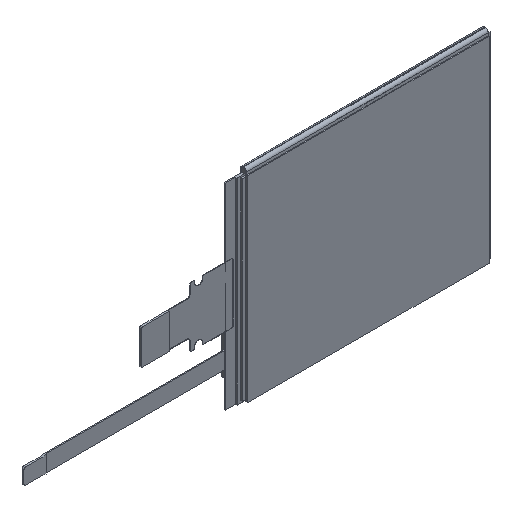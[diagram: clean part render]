
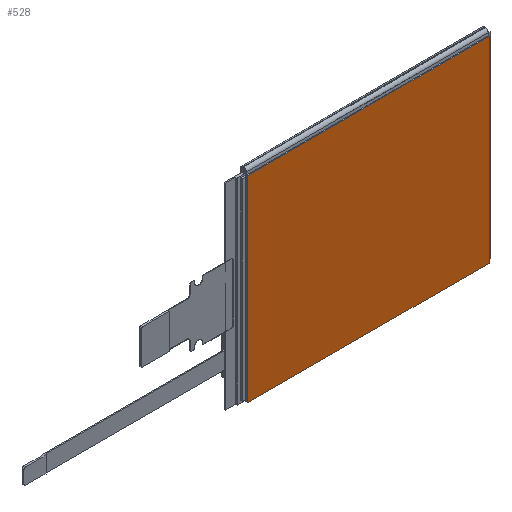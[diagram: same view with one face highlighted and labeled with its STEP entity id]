
A CAD part, isometric view. The second image highlights one B-rep face of the part: STEP entity #528.
In plain terms, the highlighted face is planar.
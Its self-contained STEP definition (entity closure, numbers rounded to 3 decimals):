
#36 = EDGE_LOOP ( 'NONE', ( #656, #1496, #418, #2215 ) ) ;
#37 = EDGE_CURVE ( 'NONE', #264, #1967, #3314, .T. ) ;
#205 = EDGE_CURVE ( 'NONE', #2092, #841, #2482, .T. ) ;
#264 = VERTEX_POINT ( 'NONE', #955 ) ;
#357 = CARTESIAN_POINT ( 'NONE',  ( 0., 0.279, 0. ) ) ;
#418 = ORIENTED_EDGE ( 'NONE', *, *, #37, .T. ) ;
#528 = ADVANCED_FACE ( 'NONE', ( #2417 ), #1457, .F. ) ;
#656 = ORIENTED_EDGE ( 'NONE', *, *, #205, .T. ) ;
#737 = EDGE_CURVE ( 'NONE', #841, #264, #4196, .T. ) ;
#841 = VERTEX_POINT ( 'NONE', #357 ) ;
#849 = CARTESIAN_POINT ( 'NONE',  ( 0., 0.279, 0. ) ) ;
#885 = CARTESIAN_POINT ( 'NONE',  ( 0., 0.279, 0. ) ) ;
#955 = CARTESIAN_POINT ( 'NONE',  ( 38.1, 0.279, 0. ) ) ;
#1268 = AXIS2_PLACEMENT_3D ( 'NONE', #3456, #2816, #2120 ) ;
#1322 = CARTESIAN_POINT ( 'NONE',  ( 38.1, 0.279, -31. ) ) ;
#1457 = PLANE ( 'NONE',  #1268 ) ;
#1496 = ORIENTED_EDGE ( 'NONE', *, *, #737, .T. ) ;
#1639 = CARTESIAN_POINT ( 'NONE',  ( 0., 0.279, -31. ) ) ;
#1840 = LINE ( 'NONE', #1639, #3954 ) ;
#1967 = VERTEX_POINT ( 'NONE', #1322 ) ;
#2092 = VERTEX_POINT ( 'NONE', #2346 ) ;
#2120 = DIRECTION ( 'NONE',  ( 0., 0., -1. ) ) ;
#2155 = VECTOR ( 'NONE', #2606, 1000. ) ;
#2161 = DIRECTION ( 'NONE',  ( 0., 0., 1. ) ) ;
#2215 = ORIENTED_EDGE ( 'NONE', *, *, #4156, .T. ) ;
#2346 = CARTESIAN_POINT ( 'NONE',  ( 0., 0.279, -31. ) ) ;
#2417 = FACE_OUTER_BOUND ( 'NONE', #36, .T. ) ;
#2482 = LINE ( 'NONE', #849, #3398 ) ;
#2606 = DIRECTION ( 'NONE',  ( 1., 0., 0. ) ) ;
#2816 = DIRECTION ( 'NONE',  ( 0., -1., 0. ) ) ;
#2897 = DIRECTION ( 'NONE',  ( -1., 0., 0. ) ) ;
#3185 = VECTOR ( 'NONE', #3336, 1000. ) ;
#3314 = LINE ( 'NONE', #3659, #3185 ) ;
#3336 = DIRECTION ( 'NONE',  ( 0., 0., -1. ) ) ;
#3398 = VECTOR ( 'NONE', #2161, 1000. ) ;
#3456 = CARTESIAN_POINT ( 'NONE',  ( 0., 0.279, -31. ) ) ;
#3659 = CARTESIAN_POINT ( 'NONE',  ( 38.1, 0.279, 0. ) ) ;
#3954 = VECTOR ( 'NONE', #2897, 1000. ) ;
#4156 = EDGE_CURVE ( 'NONE', #1967, #2092, #1840, .T. ) ;
#4196 = LINE ( 'NONE', #885, #2155 ) ;
